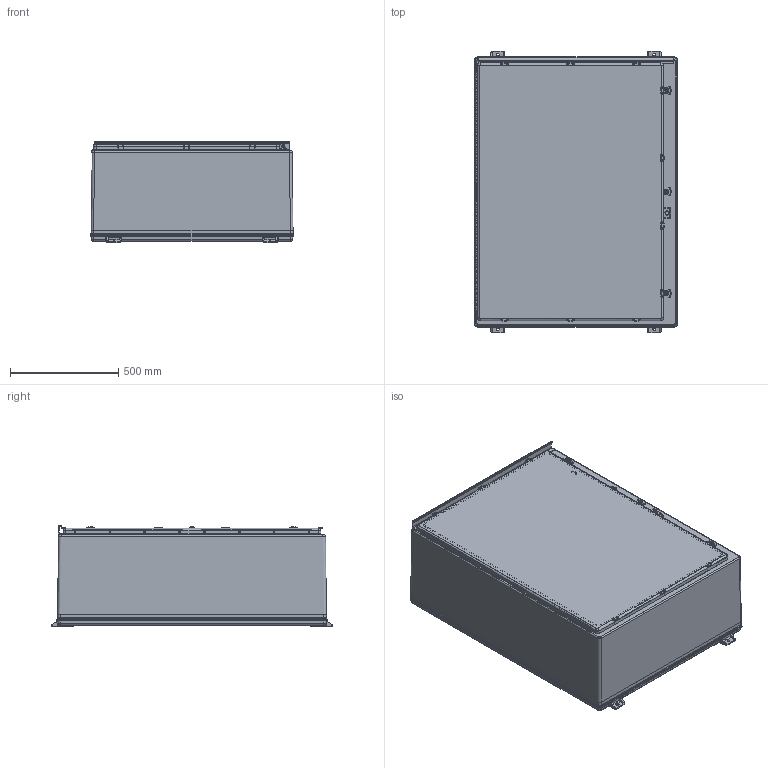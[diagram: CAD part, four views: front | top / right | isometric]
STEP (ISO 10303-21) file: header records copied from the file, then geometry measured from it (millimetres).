
FILE_DESCRIPTION(/* description */ (''),/* implementation_level */ '2;1');
FILE_NAME(/* name */ 'HW-N3R483616CH.stp',/* time_stamp */ '2014-03-13T11:40:36-05:00',/* author */ ('pmescher'),/* organization */ (''),/* preprocessor_version */ 'ST-DEVELOPER v15.2',/* originating_system */ 'Autodesk Inventor 2014',/* authorisation */ '');
FILE_SCHEMA (('AUTOMOTIVE_DESIGN { 1 0 10303 214 3 1 1 }'));
Length unit declared in the file: inch
Products named in the file (27): WPN483616SRT; WPN4836B; N4836RS; WPN483616HWTPCVR; N483616G; WPN4836HWU; LL150 LATCH CAM; LL150 LATCH WING; LL150 LATCH BASE; LL150 LATCH HINGE PIN; LL150 LATCH RIVET PIN; LL150 LATCH; HASP; HASP INSERT; HASP SCREW; HASP ASSEMBLY; 0.13 RIVET PIN; SS HINGE PIN (20); SS HINGE COVER (20); SS HINGE BASE  (20); 20; 20_1; 10-24 X 0.375 DP BRASS INSERT; LL150  LATCH KEEPER PAD; LL150 KEEPER PAD ASSEMBLY; N483616RT_STP
Bounding box: 941.39 x 1302.54 x 468.73 mm (x, y, z)
Volume: 24167396.4 mm3; surface area: 9335978.4 mm2
Topology: 83 solids, 83 shells, 1949 faces, 4837 edges, 3054 vertices
Faces by surface type: plane 799, cylinder 797, torus 156, bspline 121, cone 38, sphere 38
Full cylindrical faces by diameter (mm): 1.587 x26, 1.651 x19, 3.175 x82, 3.302 x89, 3.429 x6, 3.5 x20, 3.556 x26, 3.683 x2, 3.969 x6, 4.762 x6, 5.08 x6, 5.105 x1, 5.11 x1, 6.35 x1, 7.137 x4, 7.544 x19, 8.64 x2, 10.312 x1, 12.954 x2, 12.959 x2, 14.3 x8
Entity records: 34028 total; most frequent: CARTESIAN_POINT 10011, DIRECTION 5091, ORIENTED_EDGE 4492, EDGE_CURVE 2246, AXIS2_PLACEMENT_3D 1972, VERTEX_POINT 1517, EDGE_LOOP 1405, LINE 1147
